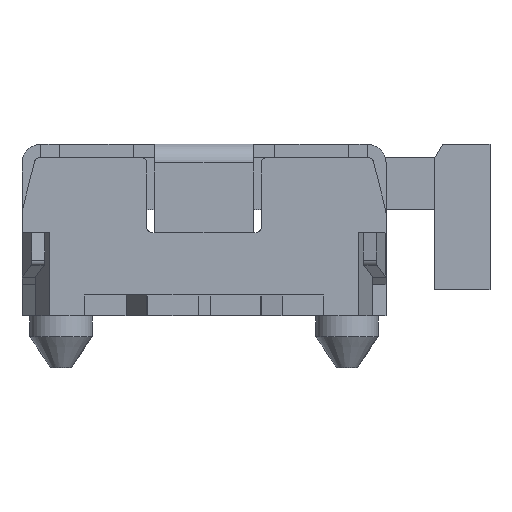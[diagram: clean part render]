
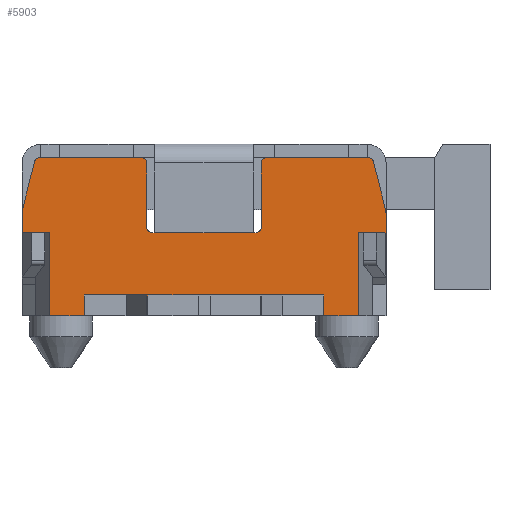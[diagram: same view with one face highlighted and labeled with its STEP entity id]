
A CAD part, front view. The second image highlights one B-rep face of the part: STEP entity #5903.
In plain terms, the highlighted planar face has unit normal (0, -1, 0).
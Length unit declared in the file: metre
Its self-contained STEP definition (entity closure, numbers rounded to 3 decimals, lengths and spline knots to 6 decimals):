
#106=CIRCLE('',#8198,0.00005);
#107=CIRCLE('',#8199,0.00005);
#108=CIRCLE('',#8200,0.00005);
#109=CIRCLE('',#8201,0.00005);
#110=CIRCLE('',#8202,0.00005);
#111=CIRCLE('',#8203,0.00005);
#112=CIRCLE('',#8204,0.00005);
#113=CIRCLE('',#8205,0.00005);
#450=ORIENTED_EDGE('',*,*,#2050,.F.);
#451=ORIENTED_EDGE('',*,*,#2051,.F.);
#452=ORIENTED_EDGE('',*,*,#2052,.F.);
#453=ORIENTED_EDGE('',*,*,#2053,.F.);
#454=ORIENTED_EDGE('',*,*,#2054,.F.);
#455=ORIENTED_EDGE('',*,*,#2055,.F.);
#456=ORIENTED_EDGE('',*,*,#2056,.T.);
#457=ORIENTED_EDGE('',*,*,#2057,.T.);
#458=ORIENTED_EDGE('',*,*,#2058,.F.);
#459=ORIENTED_EDGE('',*,*,#2059,.T.);
#460=ORIENTED_EDGE('',*,*,#2060,.F.);
#461=ORIENTED_EDGE('',*,*,#2061,.F.);
#462=ORIENTED_EDGE('',*,*,#2062,.F.);
#463=ORIENTED_EDGE('',*,*,#2063,.F.);
#464=ORIENTED_EDGE('',*,*,#2064,.T.);
#465=ORIENTED_EDGE('',*,*,#2065,.F.);
#466=ORIENTED_EDGE('',*,*,#2066,.T.);
#467=ORIENTED_EDGE('',*,*,#2067,.F.);
#468=ORIENTED_EDGE('',*,*,#2068,.F.);
#469=ORIENTED_EDGE('',*,*,#1963,.T.);
#470=ORIENTED_EDGE('',*,*,#2069,.F.);
#471=ORIENTED_EDGE('',*,*,#2070,.T.);
#472=ORIENTED_EDGE('',*,*,#2071,.T.);
#473=ORIENTED_EDGE('',*,*,#1958,.T.);
#474=ORIENTED_EDGE('',*,*,#2072,.F.);
#475=ORIENTED_EDGE('',*,*,#2073,.F.);
#476=ORIENTED_EDGE('',*,*,#2074,.T.);
#477=ORIENTED_EDGE('',*,*,#1953,.T.);
#478=ORIENTED_EDGE('',*,*,#2075,.T.);
#479=ORIENTED_EDGE('',*,*,#2076,.T.);
#1953=EDGE_CURVE('',#2771,#2770,#3316,.T.);
#1958=EDGE_CURVE('',#2776,#2775,#3321,.T.);
#1963=EDGE_CURVE('',#2781,#2780,#3326,.T.);
#2050=EDGE_CURVE('',#2854,#2855,#3399,.T.);
#2051=EDGE_CURVE('',#2856,#2854,#106,.T.);
#2052=EDGE_CURVE('',#2857,#2856,#3400,.T.);
#2053=EDGE_CURVE('',#2858,#2857,#107,.T.);
#2054=EDGE_CURVE('',#2859,#2858,#3401,.T.);
#2055=EDGE_CURVE('',#2860,#2859,#108,.T.);
#2056=EDGE_CURVE('',#2860,#2861,#3402,.T.);
#2057=EDGE_CURVE('',#2861,#2862,#109,.T.);
#2058=EDGE_CURVE('',#2863,#2862,#3403,.T.);
#2059=EDGE_CURVE('',#2863,#2864,#110,.T.);
#2060=EDGE_CURVE('',#2865,#2864,#3404,.T.);
#2061=EDGE_CURVE('',#2866,#2865,#111,.T.);
#2062=EDGE_CURVE('',#2867,#2866,#3405,.T.);
#2063=EDGE_CURVE('',#2868,#2867,#112,.T.);
#2064=EDGE_CURVE('',#2868,#2869,#3406,.T.);
#2065=EDGE_CURVE('',#2870,#2869,#113,.T.);
#2066=EDGE_CURVE('',#2870,#2871,#3407,.T.);
#2067=EDGE_CURVE('',#2872,#2871,#3408,.T.);
#2068=EDGE_CURVE('',#2781,#2872,#3409,.T.);
#2069=EDGE_CURVE('',#2873,#2780,#3410,.T.);
#2070=EDGE_CURVE('',#2873,#2874,#3411,.T.);
#2071=EDGE_CURVE('',#2874,#2776,#3412,.T.);
#2072=EDGE_CURVE('',#2875,#2775,#3413,.T.);
#2073=EDGE_CURVE('',#2876,#2875,#3414,.T.);
#2074=EDGE_CURVE('',#2876,#2771,#3415,.T.);
#2075=EDGE_CURVE('',#2770,#2877,#3416,.T.);
#2076=EDGE_CURVE('',#2877,#2855,#3417,.T.);
#2770=VERTEX_POINT('',#10267);
#2771=VERTEX_POINT('',#10269);
#2775=VERTEX_POINT('',#10277);
#2776=VERTEX_POINT('',#10279);
#2780=VERTEX_POINT('',#10287);
#2781=VERTEX_POINT('',#10289);
#2854=VERTEX_POINT('',#10461);
#2855=VERTEX_POINT('',#10462);
#2856=VERTEX_POINT('',#10464);
#2857=VERTEX_POINT('',#10466);
#2858=VERTEX_POINT('',#10468);
#2859=VERTEX_POINT('',#10470);
#2860=VERTEX_POINT('',#10472);
#2861=VERTEX_POINT('',#10474);
#2862=VERTEX_POINT('',#10476);
#2863=VERTEX_POINT('',#10478);
#2864=VERTEX_POINT('',#10480);
#2865=VERTEX_POINT('',#10482);
#2866=VERTEX_POINT('',#10484);
#2867=VERTEX_POINT('',#10486);
#2868=VERTEX_POINT('',#10488);
#2869=VERTEX_POINT('',#10490);
#2870=VERTEX_POINT('',#10492);
#2871=VERTEX_POINT('',#10494);
#2872=VERTEX_POINT('',#10496);
#2873=VERTEX_POINT('',#10499);
#2874=VERTEX_POINT('',#10501);
#2875=VERTEX_POINT('',#10504);
#2876=VERTEX_POINT('',#10506);
#2877=VERTEX_POINT('',#10509);
#3316=LINE('',#10268,#4011);
#3321=LINE('',#10278,#4016);
#3326=LINE('',#10288,#4021);
#3399=LINE('',#10460,#4094);
#3400=LINE('',#10465,#4095);
#3401=LINE('',#10469,#4096);
#3402=LINE('',#10473,#4097);
#3403=LINE('',#10477,#4098);
#3404=LINE('',#10481,#4099);
#3405=LINE('',#10485,#4100);
#3406=LINE('',#10489,#4101);
#3407=LINE('',#10493,#4102);
#3408=LINE('',#10495,#4103);
#3409=LINE('',#10497,#4104);
#3410=LINE('',#10498,#4105);
#3411=LINE('',#10500,#4106);
#3412=LINE('',#10502,#4107);
#3413=LINE('',#10503,#4108);
#3414=LINE('',#10505,#4109);
#3415=LINE('',#10507,#4110);
#3416=LINE('',#10508,#4111);
#3417=LINE('',#10510,#4112);
#4011=VECTOR('',#8675,1.);
#4016=VECTOR('',#8680,1.);
#4021=VECTOR('',#8685,1.);
#4094=VECTOR('',#8810,1.);
#4095=VECTOR('',#8813,1.);
#4096=VECTOR('',#8816,1.);
#4097=VECTOR('',#8819,1.);
#4098=VECTOR('',#8822,1.);
#4099=VECTOR('',#8825,1.);
#4100=VECTOR('',#8828,1.);
#4101=VECTOR('',#8831,1.);
#4102=VECTOR('',#8834,1.);
#4103=VECTOR('',#8835,1.);
#4104=VECTOR('',#8836,1.);
#4105=VECTOR('',#8837,1.);
#4106=VECTOR('',#8838,1.);
#4107=VECTOR('',#8839,1.);
#4108=VECTOR('',#8840,1.);
#4109=VECTOR('',#8841,1.);
#4110=VECTOR('',#8842,1.);
#4111=VECTOR('',#8843,1.);
#4112=VECTOR('',#8844,1.);
#4697=EDGE_LOOP('',(#450,#451,#452,#453,#454,#455,#456,#457,#458,#459,#460,
#461,#462,#463,#464,#465,#466,#467,#468,#469,#470,#471,#472,#473,#474,#475,
#476,#477,#478,#479));
#5026=FACE_BOUND('',#4697,.T.);
#5347=PLANE('',#8197);
#5903=ADVANCED_FACE('',(#5026),#5347,.F.);
#8197=AXIS2_PLACEMENT_3D('',#10459,#8808,#8809);
#8198=AXIS2_PLACEMENT_3D('',#10463,#8811,#8812);
#8199=AXIS2_PLACEMENT_3D('',#10467,#8814,#8815);
#8200=AXIS2_PLACEMENT_3D('',#10471,#8817,#8818);
#8201=AXIS2_PLACEMENT_3D('',#10475,#8820,#8821);
#8202=AXIS2_PLACEMENT_3D('',#10479,#8823,#8824);
#8203=AXIS2_PLACEMENT_3D('',#10483,#8826,#8827);
#8204=AXIS2_PLACEMENT_3D('',#10487,#8829,#8830);
#8205=AXIS2_PLACEMENT_3D('',#10491,#8832,#8833);
#8675=DIRECTION('',(1.,0.,0.));
#8680=DIRECTION('',(1.,0.,0.));
#8685=DIRECTION('',(1.,0.,0.));
#8808=DIRECTION('',(0.,1.,0.));
#8809=DIRECTION('',(0.,0.,1.));
#8810=DIRECTION('',(0.,0.,-1.));
#8811=DIRECTION('',(0.,1.,0.));
#8812=DIRECTION('',(0.,0.,1.));
#8813=DIRECTION('',(0.243,0.,-0.97));
#8814=DIRECTION('',(0.,1.,0.));
#8815=DIRECTION('',(0.,0.,1.));
#8816=DIRECTION('',(1.,0.,0.));
#8817=DIRECTION('',(0.,1.,0.));
#8818=DIRECTION('',(0.,0.,1.));
#8819=DIRECTION('',(0.,0.,-1.));
#8820=DIRECTION('',(0.,1.,0.));
#8821=DIRECTION('',(0.,0.,1.));
#8822=DIRECTION('',(1.,0.,0.));
#8823=DIRECTION('',(0.,1.,0.));
#8824=DIRECTION('',(0.,0.,1.));
#8825=DIRECTION('',(0.,0.,-1.));
#8826=DIRECTION('',(0.,1.,0.));
#8827=DIRECTION('',(0.,0.,1.));
#8828=DIRECTION('',(1.,0.,0.));
#8829=DIRECTION('',(0.,1.,0.));
#8830=DIRECTION('',(0.,0.,1.));
#8831=DIRECTION('',(-0.243,0.,-0.97));
#8832=DIRECTION('',(0.,1.,0.));
#8833=DIRECTION('',(0.,0.,1.));
#8834=DIRECTION('',(0.,0.,-1.));
#8835=DIRECTION('',(-1.,0.,0.));
#8836=DIRECTION('',(0.,0.,1.));
#8837=DIRECTION('',(0.,0.,-1.));
#8838=DIRECTION('',(1.,0.,0.));
#8839=DIRECTION('',(0.,0.,-1.));
#8840=DIRECTION('',(0.,0.,-1.));
#8841=DIRECTION('',(-1.,0.,0.));
#8842=DIRECTION('',(0.,0.,-1.));
#8843=DIRECTION('',(0.,0.,1.));
#8844=DIRECTION('',(1.,0.,0.));
#10267=CARTESIAN_POINT('',(0.001486,-0.00235,0.));
#10268=CARTESIAN_POINT('',(-0.00175,-0.00235,0.));
#10269=CARTESIAN_POINT('',(0.00115,-0.00235,0.));
#10277=CARTESIAN_POINT('',(0.00055,-0.00235,0.));
#10278=CARTESIAN_POINT('',(-0.00175,-0.00235,0.));
#10279=CARTESIAN_POINT('',(-0.00055,-0.00235,0.));
#10287=CARTESIAN_POINT('',(-0.00115,-0.00235,0.));
#10288=CARTESIAN_POINT('',(-0.00175,-0.00235,0.));
#10289=CARTESIAN_POINT('',(-0.001486,-0.00235,0.));
#10459=CARTESIAN_POINT('',(-0.00175,-0.00235,0.00152));
#10460=CARTESIAN_POINT('',(0.00175,-0.00235,0.00152));
#10461=CARTESIAN_POINT('',(0.00175,-0.00235,0.000994));
#10462=CARTESIAN_POINT('',(0.00175,-0.00235,0.0008));
#10463=CARTESIAN_POINT('',(0.0017,-0.00235,0.000994));
#10464=CARTESIAN_POINT('',(0.001749,-0.00235,0.001006));
#10465=CARTESIAN_POINT('',(0.00162,-0.00235,0.00152));
#10466=CARTESIAN_POINT('',(0.001629,-0.00235,0.001482));
#10467=CARTESIAN_POINT('',(0.001581,-0.00235,0.00147));
#10468=CARTESIAN_POINT('',(0.001581,-0.00235,0.00152));
#10469=CARTESIAN_POINT('',(-0.00175,-0.00235,0.00152));
#10470=CARTESIAN_POINT('',(0.0006,-0.00235,0.00152));
#10471=CARTESIAN_POINT('',(0.0006,-0.00235,0.00147));
#10472=CARTESIAN_POINT('',(0.00055,-0.00235,0.00147));
#10473=CARTESIAN_POINT('',(0.00055,-0.00235,0.00152));
#10474=CARTESIAN_POINT('',(0.00055,-0.00235,0.00085));
#10475=CARTESIAN_POINT('',(0.0005,-0.00235,0.00085));
#10476=CARTESIAN_POINT('',(0.0005,-0.00235,0.0008));
#10477=CARTESIAN_POINT('',(0.00175,-0.00235,0.0008));
#10478=CARTESIAN_POINT('',(-0.0005,-0.00235,0.0008));
#10479=CARTESIAN_POINT('',(-0.0005,-0.00235,0.00085));
#10480=CARTESIAN_POINT('',(-0.00055,-0.00235,0.00085));
#10481=CARTESIAN_POINT('',(-0.00055,-0.00235,0.006998));
#10482=CARTESIAN_POINT('',(-0.00055,-0.00235,0.00147));
#10483=CARTESIAN_POINT('',(-0.0006,-0.00235,0.00147));
#10484=CARTESIAN_POINT('',(-0.0006,-0.00235,0.00152));
#10485=CARTESIAN_POINT('',(-0.00175,-0.00235,0.00152));
#10486=CARTESIAN_POINT('',(-0.001581,-0.00235,0.00152));
#10487=CARTESIAN_POINT('',(-0.001581,-0.00235,0.00147));
#10488=CARTESIAN_POINT('',(-0.001629,-0.00235,0.001482));
#10489=CARTESIAN_POINT('',(-0.001628,-0.00235,0.001489));
#10490=CARTESIAN_POINT('',(-0.001749,-0.00235,0.001006));
#10491=CARTESIAN_POINT('',(-0.0017,-0.00235,0.000994));
#10492=CARTESIAN_POINT('',(-0.00175,-0.00235,0.000994));
#10493=CARTESIAN_POINT('',(-0.00175,-0.00235,0.00152));
#10494=CARTESIAN_POINT('',(-0.00175,-0.00235,0.0008));
#10495=CARTESIAN_POINT('',(0.00175,-0.00235,0.0008));
#10496=CARTESIAN_POINT('',(-0.001486,-0.00235,0.0008));
#10497=CARTESIAN_POINT('',(-0.001486,-0.00235,0.00152));
#10498=CARTESIAN_POINT('',(-0.00115,-0.00235,0.0002));
#10499=CARTESIAN_POINT('',(-0.00115,-0.00235,0.0002));
#10500=CARTESIAN_POINT('',(-0.00175,-0.00235,0.0002));
#10501=CARTESIAN_POINT('',(-0.00055,-0.00235,0.0002));
#10502=CARTESIAN_POINT('',(-0.00055,-0.00235,0.00152));
#10503=CARTESIAN_POINT('',(0.00055,-0.00235,0.0002));
#10504=CARTESIAN_POINT('',(0.00055,-0.00235,0.0002));
#10505=CARTESIAN_POINT('',(0.00115,-0.00235,0.0002));
#10506=CARTESIAN_POINT('',(0.00115,-0.00235,0.0002));
#10507=CARTESIAN_POINT('',(0.00115,-0.00235,0.0002));
#10508=CARTESIAN_POINT('',(0.001486,-0.00235,0.00152));
#10509=CARTESIAN_POINT('',(0.001486,-0.00235,0.0008));
#10510=CARTESIAN_POINT('',(0.001486,-0.00235,0.0008));
